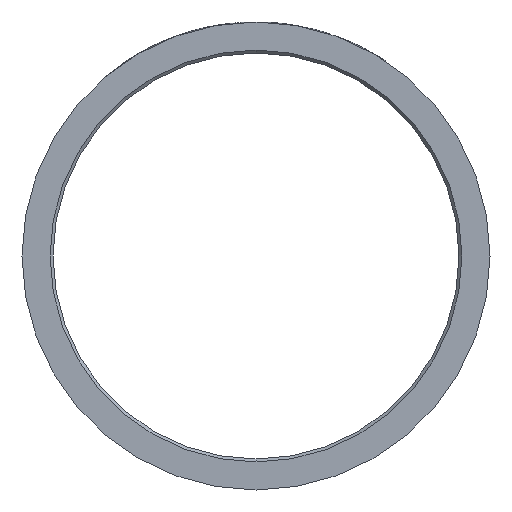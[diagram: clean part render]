
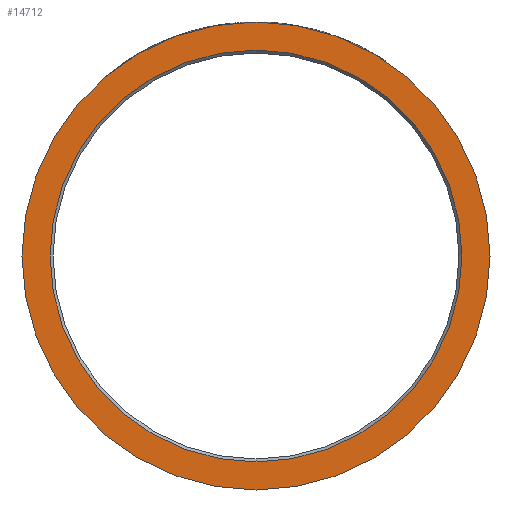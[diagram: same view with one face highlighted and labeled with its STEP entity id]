
A CAD part, left-side view. The second image highlights one B-rep face of the part: STEP entity #14712.
In plain terms, the highlighted planar face has unit normal (-1, 0, 0).
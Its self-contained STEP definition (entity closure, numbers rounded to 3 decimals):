
#609 = EDGE_CURVE ( 'NONE', #12611, #9918, #4604, .T. ) ;
#686 = CARTESIAN_POINT ( 'NONE',  ( -70., 0., -24.15 ) ) ;
#2007 = DIRECTION ( 'NONE',  ( 0., 0., 1. ) ) ;
#2366 = DIRECTION ( 'NONE',  ( 1., 0., 0. ) ) ;
#2534 = CARTESIAN_POINT ( 'NONE',  ( -70., 0., 0. ) ) ;
#3033 = EDGE_LOOP ( 'NONE', ( #8190, #4404 ) ) ;
#3969 = DIRECTION ( 'NONE',  ( 1., 0., 0. ) ) ;
#4220 = CARTESIAN_POINT ( 'NONE',  ( -70., 0., -21.25 ) ) ;
#4311 = DIRECTION ( 'NONE',  ( 0., 0., -1. ) ) ;
#4404 = ORIENTED_EDGE ( 'NONE', *, *, #4616, .T. ) ;
#4604 = CIRCLE ( 'NONE', #15325, 21.25 ) ;
#4616 = EDGE_CURVE ( 'NONE', #9918, #12611, #15219, .T. ) ;
#5601 = DIRECTION ( 'NONE',  ( 0., 0., -1. ) ) ;
#6175 = CARTESIAN_POINT ( 'NONE',  ( -70., 0., 24.15 ) ) ;
#6743 = FACE_OUTER_BOUND ( 'NONE', #18552, .T. ) ;
#7814 = CIRCLE ( 'NONE', #15415, 24.15 ) ;
#8190 = ORIENTED_EDGE ( 'NONE', *, *, #609, .T. ) ;
#8920 = CARTESIAN_POINT ( 'NONE',  ( -70., 0., 0. ) ) ;
#9320 = CARTESIAN_POINT ( 'NONE',  ( -70., 0., 21.25 ) ) ;
#9918 = VERTEX_POINT ( 'NONE', #4220 ) ;
#10169 = EDGE_CURVE ( 'NONE', #16046, #23011, #13507, .T. ) ;
#11469 = FACE_BOUND ( 'NONE', #3033, .T. ) ;
#12115 = AXIS2_PLACEMENT_3D ( 'NONE', #12962, #14450, #16526 ) ;
#12611 = VERTEX_POINT ( 'NONE', #9320 ) ;
#12817 = PLANE ( 'NONE',  #12115 ) ;
#12962 = CARTESIAN_POINT ( 'NONE',  ( -70., 24.15, 0. ) ) ;
#13507 = CIRCLE ( 'NONE', #15444, 24.15 ) ;
#14450 = DIRECTION ( 'NONE',  ( -1., 0., 0. ) ) ;
#14712 = ADVANCED_FACE ( 'NONE', ( #11469, #6743 ), #12817, .T. ) ;
#15219 = CIRCLE ( 'NONE', #20876, 21.25 ) ;
#15325 = AXIS2_PLACEMENT_3D ( 'NONE', #8920, #19464, #2007 ) ;
#15415 = AXIS2_PLACEMENT_3D ( 'NONE', #20299, #2366, #4311 ) ;
#15444 = AXIS2_PLACEMENT_3D ( 'NONE', #15923, #3969, #5601 ) ;
#15923 = CARTESIAN_POINT ( 'NONE',  ( -70., 0., 0. ) ) ;
#16046 = VERTEX_POINT ( 'NONE', #686 ) ;
#16205 = EDGE_CURVE ( 'NONE', #23011, #16046, #7814, .T. ) ;
#16358 = ORIENTED_EDGE ( 'NONE', *, *, #10169, .F. ) ;
#16526 = DIRECTION ( 'NONE',  ( 0., 0., 1. ) ) ;
#16672 = DIRECTION ( 'NONE',  ( 0., 0., 1. ) ) ;
#18508 = ORIENTED_EDGE ( 'NONE', *, *, #16205, .F. ) ;
#18552 = EDGE_LOOP ( 'NONE', ( #16358, #18508 ) ) ;
#19464 = DIRECTION ( 'NONE',  ( 1., 0., 0. ) ) ;
#20299 = CARTESIAN_POINT ( 'NONE',  ( -70., 0., 0. ) ) ;
#20876 = AXIS2_PLACEMENT_3D ( 'NONE', #2534, #21949, #16672 ) ;
#21949 = DIRECTION ( 'NONE',  ( 1., 0., 0. ) ) ;
#23011 = VERTEX_POINT ( 'NONE', #6175 ) ;
